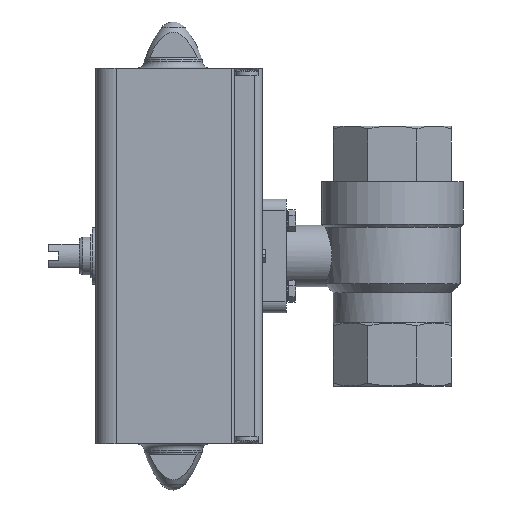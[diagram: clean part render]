
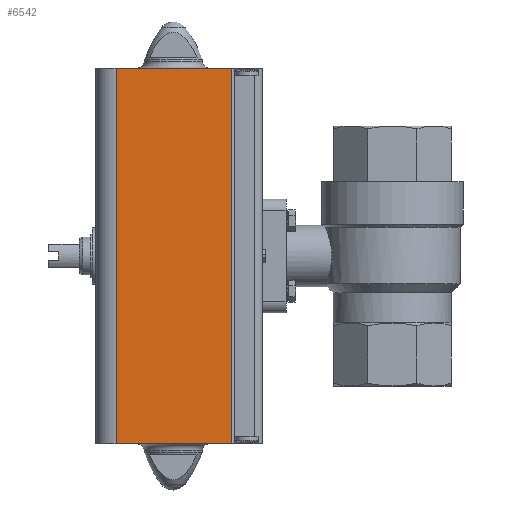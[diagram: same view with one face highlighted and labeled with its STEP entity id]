
A CAD part, left-side view. The second image highlights one B-rep face of the part: STEP entity #6542.
In plain terms, the highlighted planar face has unit normal (-1, 0, 0).
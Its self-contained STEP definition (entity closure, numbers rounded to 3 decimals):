
#288=PLANE('',#7062);
#581=LINE('',#9989,#1131);
#582=LINE('',#9992,#1132);
#583=LINE('',#9994,#1133);
#584=LINE('',#9996,#1134);
#1131=VECTOR('',#7910,1000.);
#1132=VECTOR('',#7911,1000.);
#1133=VECTOR('',#7912,1000.);
#1134=VECTOR('',#7913,1000.);
#1735=ORIENTED_EDGE('',*,*,#3549,.T.);
#1736=ORIENTED_EDGE('',*,*,#3550,.F.);
#1737=ORIENTED_EDGE('',*,*,#3551,.F.);
#1738=ORIENTED_EDGE('',*,*,#3552,.T.);
#3549=EDGE_CURVE('',#4450,#4451,#581,.T.);
#3550=EDGE_CURVE('',#4452,#4451,#582,.T.);
#3551=EDGE_CURVE('',#4453,#4452,#583,.T.);
#3552=EDGE_CURVE('',#4453,#4450,#584,.T.);
#4450=VERTEX_POINT('',#9990);
#4451=VERTEX_POINT('',#9991);
#4452=VERTEX_POINT('',#9993);
#4453=VERTEX_POINT('',#9995);
#5323=EDGE_LOOP('',(#1735,#1736,#1737,#1738));
#5883=FACE_BOUND('',#5323,.T.);
#6542=ADVANCED_FACE('',(#5883),#288,.F.);
#7062=AXIS2_PLACEMENT_3D('',#9988,#7908,#7909);
#7908=DIRECTION('',(1.,0.,0.));
#7909=DIRECTION('',(0.,0.,-1.));
#7910=DIRECTION('',(0.,-1.,0.));
#7911=DIRECTION('',(0.,0.,-1.));
#7912=DIRECTION('',(0.,-1.,0.));
#7913=DIRECTION('',(0.,0.,-1.));
#9988=CARTESIAN_POINT('',(-32.7,24.1,79.5));
#9989=CARTESIAN_POINT('',(-32.7,24.1,-79.5));
#9990=CARTESIAN_POINT('',(-32.7,24.1,-79.5));
#9991=CARTESIAN_POINT('',(-32.7,-24.7,-79.5));
#9992=CARTESIAN_POINT('',(-32.7,-24.7,79.5));
#9993=CARTESIAN_POINT('',(-32.7,-24.7,79.5));
#9994=CARTESIAN_POINT('',(-32.7,24.1,79.5));
#9995=CARTESIAN_POINT('',(-32.7,24.1,79.5));
#9996=CARTESIAN_POINT('',(-32.7,24.1,79.5));
